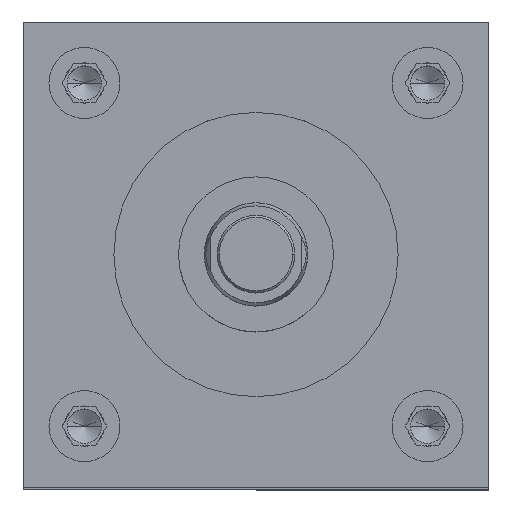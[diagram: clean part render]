
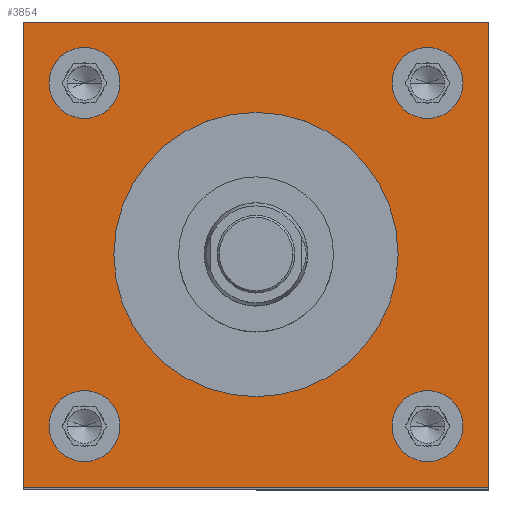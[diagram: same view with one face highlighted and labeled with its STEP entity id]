
A CAD part, top view. The second image highlights one B-rep face of the part: STEP entity #3854.
In plain terms, the highlighted planar face has unit normal (0, 0, 1).
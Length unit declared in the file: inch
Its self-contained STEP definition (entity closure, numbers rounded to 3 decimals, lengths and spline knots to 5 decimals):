
#123 = EDGE_LOOP ( 'NONE', ( #6340, #4498 ) ) ;
#128 = AXIS2_PLACEMENT_3D ( 'NONE', #740, #1805, #6778 ) ;
#298 = CARTESIAN_POINT ( 'NONE',  ( 1.3165, 1.66, 16.25 ) ) ;
#299 = CARTESIAN_POINT ( 'NONE',  ( 1.3165, -1.66, 16.25 ) ) ;
#383 = CARTESIAN_POINT ( 'NONE',  ( 1.66, -1.66, 16.25 ) ) ;
#437 = FACE_BOUND ( 'NONE', #3569, .T. ) ;
#470 = FACE_BOUND ( 'NONE', #2288, .T. ) ;
#475 = LINE ( 'NONE', #5966, #6897 ) ;
#476 = CIRCLE ( 'NONE', #4732, 1.375 ) ;
#542 = PLANE ( 'NONE',  #6025 ) ;
#643 = CIRCLE ( 'NONE', #1326, 0.3435 ) ;
#650 = EDGE_CURVE ( 'NONE', #4303, #4333, #476, .T. ) ;
#738 = CIRCLE ( 'NONE', #1310, 0.3435 ) ;
#740 = CARTESIAN_POINT ( 'NONE',  ( 1.66, 1.66, 16.25 ) ) ;
#765 = CARTESIAN_POINT ( 'NONE',  ( 0., 0., 16.25 ) ) ;
#779 = EDGE_CURVE ( 'NONE', #3645, #6878, #2521, .T. ) ;
#861 = CARTESIAN_POINT ( 'NONE',  ( -1.66, 1.66, 16.25 ) ) ;
#896 = LINE ( 'NONE', #2548, #6390 ) ;
#968 = VECTOR ( 'NONE', #6335, 39.37008 ) ;
#1023 = DIRECTION ( 'NONE',  ( 0., 0., -1. ) ) ;
#1104 = CIRCLE ( 'NONE', #3776, 0.3435 ) ;
#1110 = ORIENTED_EDGE ( 'NONE', *, *, #4641, .F. ) ;
#1130 = EDGE_LOOP ( 'NONE', ( #1110, #4612 ) ) ;
#1154 = DIRECTION ( 'NONE',  ( 0., 0., 1. ) ) ;
#1307 = ORIENTED_EDGE ( 'NONE', *, *, #2083, .T. ) ;
#1310 = AXIS2_PLACEMENT_3D ( 'NONE', #2593, #4841, #1427 ) ;
#1326 = AXIS2_PLACEMENT_3D ( 'NONE', #3819, #6016, #2578 ) ;
#1344 = EDGE_CURVE ( 'NONE', #4333, #4303, #4566, .T. ) ;
#1377 = EDGE_CURVE ( 'NONE', #5226, #3791, #6062, .T. ) ;
#1390 = DIRECTION ( 'NONE',  ( 0., 0., 1. ) ) ;
#1420 = AXIS2_PLACEMENT_3D ( 'NONE', #765, #2975, #2414 ) ;
#1427 = DIRECTION ( 'NONE',  ( 1., 0., 0. ) ) ;
#1594 = CARTESIAN_POINT ( 'NONE',  ( -2.25, -2.25, 16.25 ) ) ;
#1693 = ORIENTED_EDGE ( 'NONE', *, *, #650, .F. ) ;
#1757 = AXIS2_PLACEMENT_3D ( 'NONE', #861, #1390, #1865 ) ;
#1760 = DIRECTION ( 'NONE',  ( 1., 0., 0. ) ) ;
#1805 = DIRECTION ( 'NONE',  ( 0., 0., 1. ) ) ;
#1855 = VERTEX_POINT ( 'NONE', #3657 ) ;
#1865 = DIRECTION ( 'NONE',  ( 1., 0., 0. ) ) ;
#1871 = DIRECTION ( 'NONE',  ( 0., 0., 1. ) ) ;
#1990 = CARTESIAN_POINT ( 'NONE',  ( -1.3165, -1.66, 16.25 ) ) ;
#2083 = EDGE_CURVE ( 'NONE', #2658, #3343, #2960, .T. ) ;
#2172 = FACE_OUTER_BOUND ( 'NONE', #5392, .T. ) ;
#2208 = VERTEX_POINT ( 'NONE', #299 ) ;
#2245 = DIRECTION ( 'NONE',  ( 1., 0., 0. ) ) ;
#2288 = EDGE_LOOP ( 'NONE', ( #4173, #2657 ) ) ;
#2292 = CARTESIAN_POINT ( 'NONE',  ( -2.25, -2.25, 16.25 ) ) ;
#2351 = VERTEX_POINT ( 'NONE', #5073 ) ;
#2399 = DIRECTION ( 'NONE',  ( 1., 0., 0. ) ) ;
#2414 = DIRECTION ( 'NONE',  ( 1., 0., 0. ) ) ;
#2521 = CIRCLE ( 'NONE', #128, 0.3435 ) ;
#2548 = CARTESIAN_POINT ( 'NONE',  ( 2.25, -2.25, 16.25 ) ) ;
#2577 = EDGE_CURVE ( 'NONE', #6481, #1855, #643, .T. ) ;
#2578 = DIRECTION ( 'NONE',  ( 1., 0., 0. ) ) ;
#2593 = CARTESIAN_POINT ( 'NONE',  ( -1.66, -1.66, 16.25 ) ) ;
#2599 = DIRECTION ( 'NONE',  ( 1., 0., 0. ) ) ;
#2653 = FACE_BOUND ( 'NONE', #7034, .T. ) ;
#2657 = ORIENTED_EDGE ( 'NONE', *, *, #3225, .F. ) ;
#2658 = VERTEX_POINT ( 'NONE', #1594 ) ;
#2720 = CARTESIAN_POINT ( 'NONE',  ( 1.375, 0., 16.25 ) ) ;
#2769 = DIRECTION ( 'NONE',  ( 0., -1., 0. ) ) ;
#2787 = ORIENTED_EDGE ( 'NONE', *, *, #1344, .F. ) ;
#2854 = EDGE_CURVE ( 'NONE', #6949, #4951, #5703, .T. ) ;
#2861 = CARTESIAN_POINT ( 'NONE',  ( 1.66, 1.66, 16.25 ) ) ;
#2895 = CARTESIAN_POINT ( 'NONE',  ( 2.25, -2.25, 16.25 ) ) ;
#2960 = LINE ( 'NONE', #2292, #4762 ) ;
#2975 = DIRECTION ( 'NONE',  ( 0., 0., 1. ) ) ;
#3026 = CARTESIAN_POINT ( 'NONE',  ( -1.3165, 1.66, 16.25 ) ) ;
#3225 = EDGE_CURVE ( 'NONE', #6878, #3645, #5533, .T. ) ;
#3286 = CIRCLE ( 'NONE', #4554, 0.3435 ) ;
#3316 = CARTESIAN_POINT ( 'NONE',  ( 1.66, -1.66, 16.25 ) ) ;
#3343 = VERTEX_POINT ( 'NONE', #2895 ) ;
#3423 = CARTESIAN_POINT ( 'NONE',  ( 0., 0., 16.25 ) ) ;
#3437 = EDGE_CURVE ( 'NONE', #4951, #2658, #475, .T. ) ;
#3444 = ORIENTED_EDGE ( 'NONE', *, *, #3437, .T. ) ;
#3569 = EDGE_LOOP ( 'NONE', ( #3707, #5372 ) ) ;
#3570 = ORIENTED_EDGE ( 'NONE', *, *, #6364, .T. ) ;
#3645 = VERTEX_POINT ( 'NONE', #4590 ) ;
#3657 = CARTESIAN_POINT ( 'NONE',  ( -2.0035, 1.66, 16.25 ) ) ;
#3707 = ORIENTED_EDGE ( 'NONE', *, *, #6333, .F. ) ;
#3776 = AXIS2_PLACEMENT_3D ( 'NONE', #383, #6543, #2599 ) ;
#3789 = CARTESIAN_POINT ( 'NONE',  ( 2.25, 2.25, 16.25 ) ) ;
#3791 = VERTEX_POINT ( 'NONE', #1990 ) ;
#3819 = CARTESIAN_POINT ( 'NONE',  ( -1.66, 1.66, 16.25 ) ) ;
#3854 = ADVANCED_FACE ( 'NONE', ( #4796, #470, #437, #6994, #2653, #2172 ), #542, .F. ) ;
#3874 = AXIS2_PLACEMENT_3D ( 'NONE', #6835, #1871, #4848 ) ;
#3882 = EDGE_CURVE ( 'NONE', #2208, #2351, #3286, .T. ) ;
#4102 = CIRCLE ( 'NONE', #1757, 0.3435 ) ;
#4173 = ORIENTED_EDGE ( 'NONE', *, *, #779, .F. ) ;
#4303 = VERTEX_POINT ( 'NONE', #2720 ) ;
#4333 = VERTEX_POINT ( 'NONE', #5907 ) ;
#4498 = ORIENTED_EDGE ( 'NONE', *, *, #6235, .F. ) ;
#4554 = AXIS2_PLACEMENT_3D ( 'NONE', #3316, #5918, #6449 ) ;
#4566 = CIRCLE ( 'NONE', #1420, 1.375 ) ;
#4590 = CARTESIAN_POINT ( 'NONE',  ( 2.0035, 1.66, 16.25 ) ) ;
#4612 = ORIENTED_EDGE ( 'NONE', *, *, #3882, .F. ) ;
#4641 = EDGE_CURVE ( 'NONE', #2351, #2208, #1104, .T. ) ;
#4701 = CARTESIAN_POINT ( 'NONE',  ( -2.25, 2.25, 16.25 ) ) ;
#4732 = AXIS2_PLACEMENT_3D ( 'NONE', #3423, #5558, #2245 ) ;
#4762 = VECTOR ( 'NONE', #2399, 39.37008 ) ;
#4796 = FACE_BOUND ( 'NONE', #1130, .T. ) ;
#4829 = CARTESIAN_POINT ( 'NONE',  ( -2.25, 2.25, 16.25 ) ) ;
#4841 = DIRECTION ( 'NONE',  ( 0., 0., 1. ) ) ;
#4848 = DIRECTION ( 'NONE',  ( 1., 0., 0. ) ) ;
#4951 = VERTEX_POINT ( 'NONE', #4701 ) ;
#5073 = CARTESIAN_POINT ( 'NONE',  ( 2.0035, -1.66, 16.25 ) ) ;
#5226 = VERTEX_POINT ( 'NONE', #5998 ) ;
#5316 = DIRECTION ( 'NONE',  ( 0., 1., 0. ) ) ;
#5372 = ORIENTED_EDGE ( 'NONE', *, *, #1377, .F. ) ;
#5392 = EDGE_LOOP ( 'NONE', ( #3444, #1307, #3570, #6576 ) ) ;
#5533 = CIRCLE ( 'NONE', #5880, 0.3435 ) ;
#5558 = DIRECTION ( 'NONE',  ( 0., 0., 1. ) ) ;
#5703 = LINE ( 'NONE', #5771, #968 ) ;
#5771 = CARTESIAN_POINT ( 'NONE',  ( -2.25, 2.25, 16.25 ) ) ;
#5880 = AXIS2_PLACEMENT_3D ( 'NONE', #2861, #1154, #1760 ) ;
#5907 = CARTESIAN_POINT ( 'NONE',  ( -1.375, 0., 16.25 ) ) ;
#5918 = DIRECTION ( 'NONE',  ( 0., 0., 1. ) ) ;
#5966 = CARTESIAN_POINT ( 'NONE',  ( -2.25, -2.25, 16.25 ) ) ;
#5998 = CARTESIAN_POINT ( 'NONE',  ( -2.0035, -1.66, 16.25 ) ) ;
#6016 = DIRECTION ( 'NONE',  ( 0., 0., 1. ) ) ;
#6025 = AXIS2_PLACEMENT_3D ( 'NONE', #4829, #1023, #7066 ) ;
#6062 = CIRCLE ( 'NONE', #3874, 0.3435 ) ;
#6235 = EDGE_CURVE ( 'NONE', #1855, #6481, #4102, .T. ) ;
#6333 = EDGE_CURVE ( 'NONE', #3791, #5226, #738, .T. ) ;
#6335 = DIRECTION ( 'NONE',  ( -1., 0., 0. ) ) ;
#6340 = ORIENTED_EDGE ( 'NONE', *, *, #2577, .F. ) ;
#6364 = EDGE_CURVE ( 'NONE', #3343, #6949, #896, .T. ) ;
#6390 = VECTOR ( 'NONE', #5316, 39.37008 ) ;
#6449 = DIRECTION ( 'NONE',  ( 1., 0., 0. ) ) ;
#6481 = VERTEX_POINT ( 'NONE', #3026 ) ;
#6543 = DIRECTION ( 'NONE',  ( 0., 0., 1. ) ) ;
#6576 = ORIENTED_EDGE ( 'NONE', *, *, #2854, .T. ) ;
#6778 = DIRECTION ( 'NONE',  ( 1., 0., 0. ) ) ;
#6835 = CARTESIAN_POINT ( 'NONE',  ( -1.66, -1.66, 16.25 ) ) ;
#6878 = VERTEX_POINT ( 'NONE', #298 ) ;
#6897 = VECTOR ( 'NONE', #2769, 39.37008 ) ;
#6949 = VERTEX_POINT ( 'NONE', #3789 ) ;
#6994 = FACE_BOUND ( 'NONE', #123, .T. ) ;
#7034 = EDGE_LOOP ( 'NONE', ( #1693, #2787 ) ) ;
#7066 = DIRECTION ( 'NONE',  ( -1., 0., 0. ) ) ;
